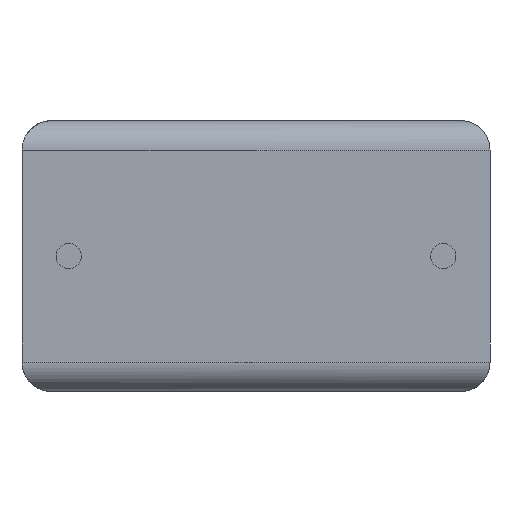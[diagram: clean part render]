
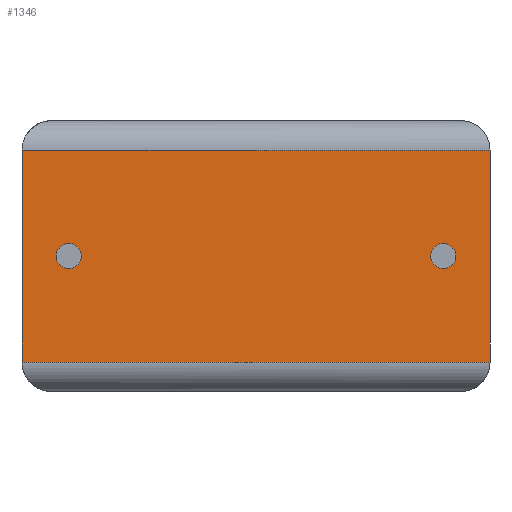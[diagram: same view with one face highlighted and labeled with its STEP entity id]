
A CAD part, front view. The second image highlights one B-rep face of the part: STEP entity #1346.
In plain terms, the highlighted planar face has unit normal (0, -1, 0).
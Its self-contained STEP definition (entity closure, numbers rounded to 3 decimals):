
#114 = VERTEX_POINT ( 'NONE', #740 ) ;
#216 = VERTEX_POINT ( 'NONE', #2549 ) ;
#261 = LINE ( 'NONE', #522, #2230 ) ;
#312 = DIRECTION ( 'NONE',  ( 1., 0., 0. ) ) ;
#405 = CARTESIAN_POINT ( 'NONE',  ( -11.9, 0., 6.89 ) ) ;
#418 = EDGE_CURVE ( 'NONE', #2062, #3410, #1360, .T. ) ;
#451 = DIRECTION ( 'NONE',  ( -1., 0., 0. ) ) ;
#462 = DIRECTION ( 'NONE',  ( 0., -1., 0. ) ) ;
#463 = ORIENTED_EDGE ( 'NONE', *, *, #1300, .F. ) ;
#478 = DIRECTION ( 'NONE',  ( 0., 1., 0. ) ) ;
#486 = LINE ( 'NONE', #905, #3219 ) ;
#502 = DIRECTION ( 'NONE',  ( -1., 0., 0. ) ) ;
#509 = ORIENTED_EDGE ( 'NONE', *, *, #2421, .F. ) ;
#522 = CARTESIAN_POINT ( 'NONE',  ( 0., 0., 6.89 ) ) ;
#529 = CIRCLE ( 'NONE', #1511, 0.32 ) ;
#550 = VERTEX_POINT ( 'NONE', #2740 ) ;
#572 = DIRECTION ( 'NONE',  ( 0., 1., 0. ) ) ;
#577 = AXIS2_PLACEMENT_3D ( 'NONE', #3041, #462, #451 ) ;
#607 = DIRECTION ( 'NONE',  ( 0., -1., 0. ) ) ;
#740 = CARTESIAN_POINT ( 'NONE',  ( -0.87, 0., 3.445 ) ) ;
#756 = AXIS2_PLACEMENT_3D ( 'NONE', #1291, #2672, #3313 ) ;
#799 = DIRECTION ( 'NONE',  ( 0., 0., -1. ) ) ;
#836 = FACE_BOUND ( 'NONE', #2896, .T. ) ;
#905 = CARTESIAN_POINT ( 'NONE',  ( 0., 0., 6.14 ) ) ;
#1249 = ORIENTED_EDGE ( 'NONE', *, *, #1404, .T. ) ;
#1251 = EDGE_LOOP ( 'NONE', ( #463, #1249, #1611, #2955 ) ) ;
#1291 = CARTESIAN_POINT ( 'NONE',  ( -1.19, 0., 3.445 ) ) ;
#1300 = EDGE_CURVE ( 'NONE', #2539, #3410, #261, .T. ) ;
#1346 = ADVANCED_FACE ( 'NONE', ( #836, #2279, #1822 ), #1752, .F. ) ;
#1360 = LINE ( 'NONE', #2025, #3553 ) ;
#1404 = EDGE_CURVE ( 'NONE', #2539, #216, #486, .T. ) ;
#1425 = VERTEX_POINT ( 'NONE', #2923 ) ;
#1494 = CIRCLE ( 'NONE', #756, 0.32 ) ;
#1505 = DIRECTION ( 'NONE',  ( -1., 0., 0. ) ) ;
#1511 = AXIS2_PLACEMENT_3D ( 'NONE', #3478, #607, #3197 ) ;
#1539 = EDGE_CURVE ( 'NONE', #216, #2062, #2275, .T. ) ;
#1611 = ORIENTED_EDGE ( 'NONE', *, *, #1539, .T. ) ;
#1635 = VECTOR ( 'NONE', #1800, 1000. ) ;
#1752 = PLANE ( 'NONE',  #2749 ) ;
#1800 = DIRECTION ( 'NONE',  ( 0., 0., -1. ) ) ;
#1822 = FACE_BOUND ( 'NONE', #2771, .T. ) ;
#1913 = ORIENTED_EDGE ( 'NONE', *, *, #2784, .F. ) ;
#2025 = CARTESIAN_POINT ( 'NONE',  ( 0., 0., 0.75 ) ) ;
#2062 = VERTEX_POINT ( 'NONE', #3269 ) ;
#2230 = VECTOR ( 'NONE', #799, 1000. ) ;
#2275 = LINE ( 'NONE', #405, #1635 ) ;
#2279 = FACE_OUTER_BOUND ( 'NONE', #1251, .T. ) ;
#2300 = CARTESIAN_POINT ( 'NONE',  ( 0., 0., 6.89 ) ) ;
#2421 = EDGE_CURVE ( 'NONE', #2778, #550, #3282, .T. ) ;
#2539 = VERTEX_POINT ( 'NONE', #2793 ) ;
#2549 = CARTESIAN_POINT ( 'NONE',  ( -11.9, 0., 6.14 ) ) ;
#2577 = ORIENTED_EDGE ( 'NONE', *, *, #3561, .T. ) ;
#2615 = CARTESIAN_POINT ( 'NONE',  ( -11.03, 0., 3.445 ) ) ;
#2672 = DIRECTION ( 'NONE',  ( 0., 1., 0. ) ) ;
#2740 = CARTESIAN_POINT ( 'NONE',  ( -10.39, 0., 3.445 ) ) ;
#2749 = AXIS2_PLACEMENT_3D ( 'NONE', #2300, #572, #2875 ) ;
#2771 = EDGE_LOOP ( 'NONE', ( #509, #1913 ) ) ;
#2778 = VERTEX_POINT ( 'NONE', #2615 ) ;
#2784 = EDGE_CURVE ( 'NONE', #550, #2778, #529, .T. ) ;
#2793 = CARTESIAN_POINT ( 'NONE',  ( 0., 0., 6.14 ) ) ;
#2875 = DIRECTION ( 'NONE',  ( -1., 0., 0. ) ) ;
#2896 = EDGE_LOOP ( 'NONE', ( #3049, #2577 ) ) ;
#2923 = CARTESIAN_POINT ( 'NONE',  ( -1.51, 0., 3.445 ) ) ;
#2955 = ORIENTED_EDGE ( 'NONE', *, *, #418, .T. ) ;
#3000 = AXIS2_PLACEMENT_3D ( 'NONE', #3370, #478, #502 ) ;
#3041 = CARTESIAN_POINT ( 'NONE',  ( -10.71, 0., 3.445 ) ) ;
#3049 = ORIENTED_EDGE ( 'NONE', *, *, #3484, .T. ) ;
#3197 = DIRECTION ( 'NONE',  ( -1., 0., 0. ) ) ;
#3219 = VECTOR ( 'NONE', #1505, 1000. ) ;
#3269 = CARTESIAN_POINT ( 'NONE',  ( -11.9, 0., 0.75 ) ) ;
#3282 = CIRCLE ( 'NONE', #577, 0.32 ) ;
#3313 = DIRECTION ( 'NONE',  ( -1., 0., 0. ) ) ;
#3370 = CARTESIAN_POINT ( 'NONE',  ( -1.19, 0., 3.445 ) ) ;
#3410 = VERTEX_POINT ( 'NONE', #3536 ) ;
#3478 = CARTESIAN_POINT ( 'NONE',  ( -10.71, 0., 3.445 ) ) ;
#3484 = EDGE_CURVE ( 'NONE', #1425, #114, #1494, .T. ) ;
#3536 = CARTESIAN_POINT ( 'NONE',  ( 0., 0., 0.75 ) ) ;
#3553 = VECTOR ( 'NONE', #312, 1000. ) ;
#3561 = EDGE_CURVE ( 'NONE', #114, #1425, #3596, .T. ) ;
#3596 = CIRCLE ( 'NONE', #3000, 0.32 ) ;
